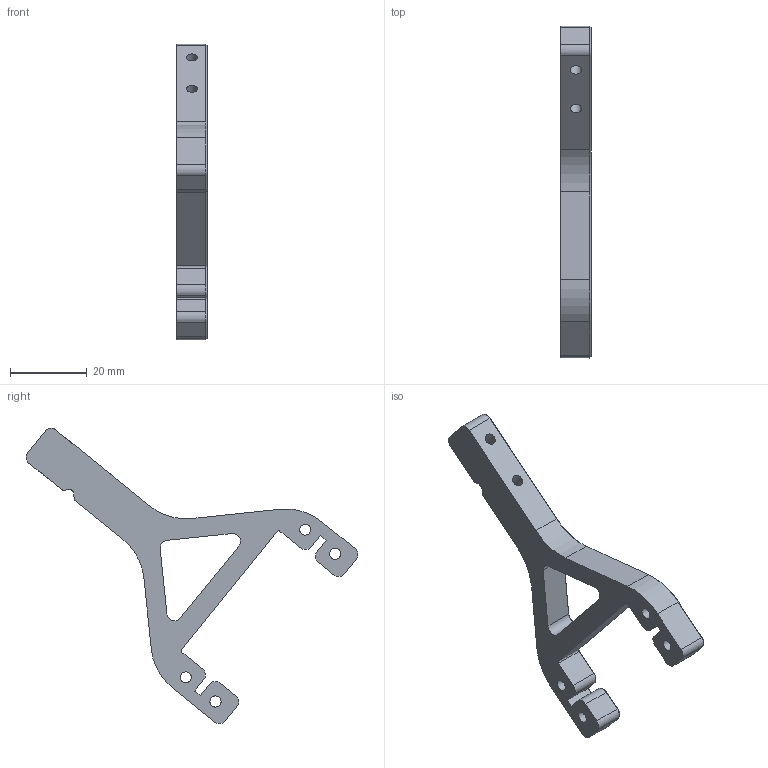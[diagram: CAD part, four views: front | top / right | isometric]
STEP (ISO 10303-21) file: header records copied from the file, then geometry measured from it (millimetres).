
FILE_DESCRIPTION(/* description */ ('CAx-IF Rec.Pracs.---Representation and Presentation of Product Manufacturing Information (PMI)---4.0---2014-10-13','CAx-IF Rec.Pracs.---3D Tessellated Geometry---0.4---2014-09-14','2;1'),/* implementation_level */ '2;1');
FILE_NAME(/* name */ 'servoArm',/* time_stamp */ '2025-02-11T17:06:56+09:00',/* author */ (''),/* organization */ (''),/* preprocessor_version */ 'ST-DEVELOPER v19.3',/* originating_system */ 'SIEMENS PLM Software NX2212.3001',/* authorisation */ $);
FILE_SCHEMA (('AP242_MANAGED_MODEL_BASED_3D_ENGINEERING_MIM_LF { 1 0 10303 442 3 1 4 }'));
Length unit declared in the file: millimetre
Products named in the file (1): servoArm
Bounding box: 8 x 86.54 x 77.08 mm (x, y, z)
Volume: 10210 mm3; surface area: 6023.9 mm2
Topology: 1 solids, 1 shells, 108 faces, 272 edges, 166 vertices
Faces by surface type: plane 54, cylinder 28, cone 24, bspline 2
Full cylindrical faces by diameter (mm): 2.9 x6
Entity records: 3307 total; most frequent: CARTESIAN_POINT 616, DIRECTION 571, ORIENTED_EDGE 512, EDGE_CURVE 256, AXIS2_PLACEMENT_3D 201, LINE 169, VECTOR 169, VERTEX_POINT 160
